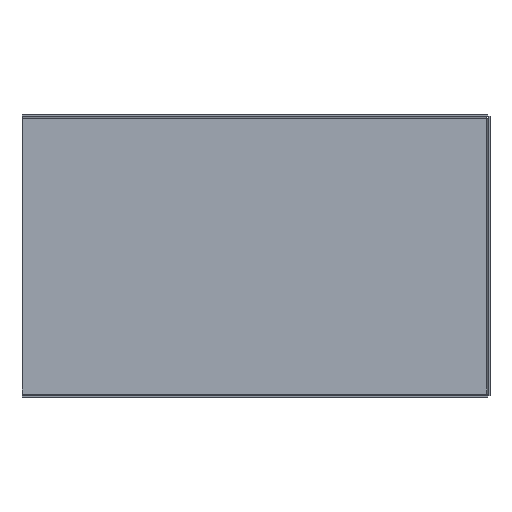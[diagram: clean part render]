
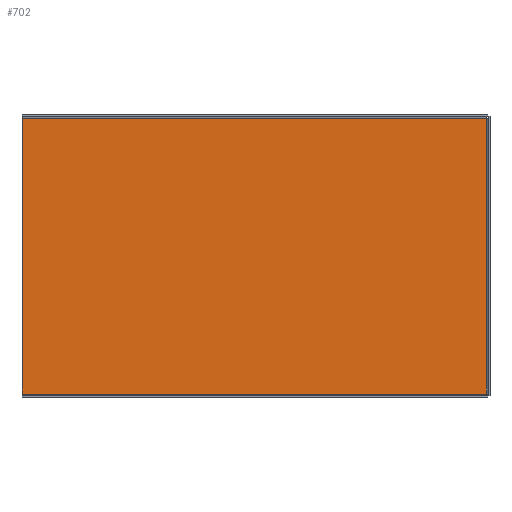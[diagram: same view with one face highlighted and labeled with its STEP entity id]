
A CAD part, top view. The second image highlights one B-rep face of the part: STEP entity #702.
In plain terms, the highlighted planar face has unit normal (0, 0, 1).
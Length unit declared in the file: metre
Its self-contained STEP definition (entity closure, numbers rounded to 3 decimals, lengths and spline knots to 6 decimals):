
#76=ORIENTED_EDGE('',*,*,#259,.F.);
#77=ORIENTED_EDGE('',*,*,#260,.T.);
#78=ORIENTED_EDGE('',*,*,#261,.T.);
#79=ORIENTED_EDGE('',*,*,#252,.F.);
#252=EDGE_CURVE('',#344,#345,#404,.T.);
#259=EDGE_CURVE('',#350,#344,#411,.F.);
#260=EDGE_CURVE('',#350,#351,#412,.T.);
#261=EDGE_CURVE('',#351,#345,#413,.T.);
#344=VERTEX_POINT('',#1050);
#345=VERTEX_POINT('',#1051);
#350=VERTEX_POINT('',#1065);
#351=VERTEX_POINT('',#1067);
#404=LINE('',#1049,#464);
#411=LINE('',#1064,#471);
#412=LINE('',#1066,#472);
#413=LINE('',#1068,#473);
#464=VECTOR('',#837,1.);
#471=VECTOR('',#848,1.);
#472=VECTOR('',#849,1.);
#473=VECTOR('',#850,1.);
#526=EDGE_LOOP('',(#76,#77,#78,#79));
#600=FACE_BOUND('',#526,.T.);
#674=PLANE('',#759);
#702=ADVANCED_FACE('',(#600),#674,.T.);
#759=AXIS2_PLACEMENT_3D('',#1063,#846,#847);
#837=DIRECTION('',(0.,1.,0.));
#846=DIRECTION('',(0.,0.,1.));
#847=DIRECTION('',(1.,0.,0.));
#848=DIRECTION('',(1.,0.,0.));
#849=DIRECTION('',(0.,1.,0.));
#850=DIRECTION('',(-1.,0.,0.));
#1049=CARTESIAN_POINT('',(-0.25,0.,0.002));
#1050=CARTESIAN_POINT('',(-0.25,-0.148,0.002));
#1051=CARTESIAN_POINT('',(-0.25,0.148,0.002));
#1063=CARTESIAN_POINT('',(0.,0.,0.002));
#1064=CARTESIAN_POINT('',(0.,-0.148,0.002));
#1065=CARTESIAN_POINT('',(0.248,-0.148,0.002));
#1066=CARTESIAN_POINT('',(0.248,0.,0.002));
#1067=CARTESIAN_POINT('',(0.248,0.148,0.002));
#1068=CARTESIAN_POINT('',(0.,0.148,0.002));
